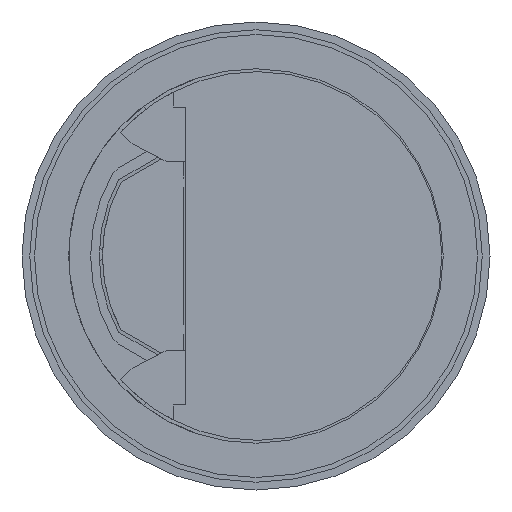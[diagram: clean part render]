
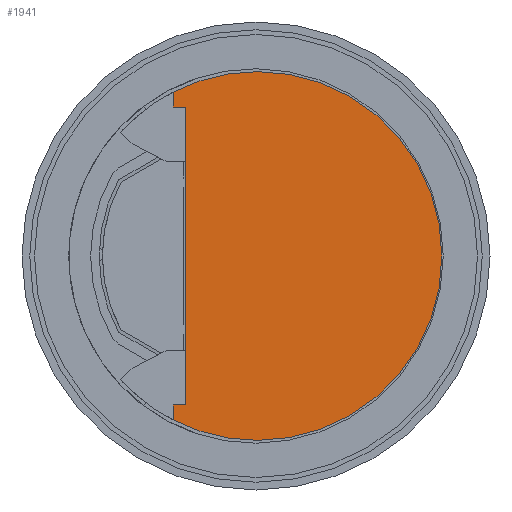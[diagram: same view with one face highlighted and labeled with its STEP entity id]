
A CAD part, front view. The second image highlights one B-rep face of the part: STEP entity #1941.
In plain terms, the highlighted planar face has unit normal (0, -1, 0).
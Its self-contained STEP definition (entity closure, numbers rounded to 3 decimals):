
#382=DIRECTION('',(0.,0.,-1.));
#383=VECTOR('',#382,95.492);
#384=CARTESIAN_POINT('',(-23.05,-47.,47.746));
#385=LINE('',#384,#383);
#671=DIRECTION('',(-1.,0.,0.));
#672=VECTOR('',#671,4.);
#673=CARTESIAN_POINT('',(-23.05,-47.,-47.746));
#674=LINE('',#673,#672);
#679=CARTESIAN_POINT('',(0.,-47.,0.));
#680=DIRECTION('',(0.,1.,0.));
#681=DIRECTION('',(-0.458,0.,0.889));
#682=AXIS2_PLACEMENT_3D('',#679,#680,#681);
#684=CARTESIAN_POINT('',(0.,-47.,0.));
#685=DIRECTION('',(0.,1.,0.));
#686=DIRECTION('',(0.,0.,1.));
#687=AXIS2_PLACEMENT_3D('',#684,#685,#686);
#689=CARTESIAN_POINT('',(0.,-47.,0.));
#690=DIRECTION('',(0.,1.,0.));
#691=DIRECTION('',(0.,0.,-1.));
#692=AXIS2_PLACEMENT_3D('',#689,#690,#691);
#694=DIRECTION('',(1.,0.,0.));
#695=VECTOR('',#694,4.);
#696=CARTESIAN_POINT('',(-27.05,-47.,47.746));
#697=LINE('',#696,#695);
#1067=DIRECTION('',(0.,0.,-1.));
#1068=VECTOR('',#1067,4.8);
#1069=CARTESIAN_POINT('',(-27.05,-47.,52.546));
#1070=LINE('',#1069,#1068);
#1075=DIRECTION('',(0.,0.,-1.));
#1076=VECTOR('',#1075,4.8);
#1077=CARTESIAN_POINT('',(-27.05,-47.,-47.746));
#1078=LINE('',#1077,#1076);
#1187=CARTESIAN_POINT('',(-27.05,-47.,-47.746));
#1188=VERTEX_POINT('',#1187);
#1189=CARTESIAN_POINT('',(-27.05,-47.,-52.546));
#1190=VERTEX_POINT('',#1189);
#1257=CARTESIAN_POINT('',(-23.05,-47.,47.746));
#1258=VERTEX_POINT('',#1257);
#1259=CARTESIAN_POINT('',(-23.05,-47.,-47.746));
#1260=VERTEX_POINT('',#1259);
#1320=CARTESIAN_POINT('',(0.,-47.,-59.1));
#1321=VERTEX_POINT('',#1320);
#1322=CARTESIAN_POINT('',(0.,-47.,59.1));
#1323=VERTEX_POINT('',#1322);
#1324=CARTESIAN_POINT('',(-27.05,-47.,52.546));
#1325=VERTEX_POINT('',#1324);
#1390=CARTESIAN_POINT('',(-27.05,-47.,47.746));
#1391=VERTEX_POINT('',#1390);
#1923=CARTESIAN_POINT('',(0.,-47.,0.));
#1924=DIRECTION('',(0.,1.,0.));
#1925=DIRECTION('',(0.,0.,-1.));
#1926=AXIS2_PLACEMENT_3D('',#1923,#1924,#1925);
#1927=PLANE('',#1926);
#1929=ORIENTED_EDGE('',*,*,#1928,.F.);
#1931=ORIENTED_EDGE('',*,*,#1930,.F.);
#1932=ORIENTED_EDGE('',*,*,#1732,.T.);
#1933=ORIENTED_EDGE('',*,*,#1730,.T.);
#1934=ORIENTED_EDGE('',*,*,#1728,.T.);
#1936=ORIENTED_EDGE('',*,*,#1935,.F.);
#1937=ORIENTED_EDGE('',*,*,#1916,.F.);
#1938=ORIENTED_EDGE('',*,*,#1569,.F.);
#1939=EDGE_LOOP('',(#1929,#1931,#1932,#1933,#1934,#1936,#1937,#1938));
#1940=FACE_OUTER_BOUND('',#1939,.F.);
#683=CIRCLE('',#682,59.1);
#688=CIRCLE('',#687,59.1);
#693=CIRCLE('',#692,59.1);
#1569=EDGE_CURVE('',#1258,#1260,#385,.T.);
#1728=EDGE_CURVE('',#1321,#1190,#693,.T.);
#1730=EDGE_CURVE('',#1323,#1321,#688,.T.);
#1732=EDGE_CURVE('',#1325,#1323,#683,.T.);
#1916=EDGE_CURVE('',#1260,#1188,#674,.T.);
#1928=EDGE_CURVE('',#1391,#1258,#697,.T.);
#1930=EDGE_CURVE('',#1325,#1391,#1070,.T.);
#1935=EDGE_CURVE('',#1188,#1190,#1078,.T.);
#1941=ADVANCED_FACE('',(#1940),#1927,.F.);
